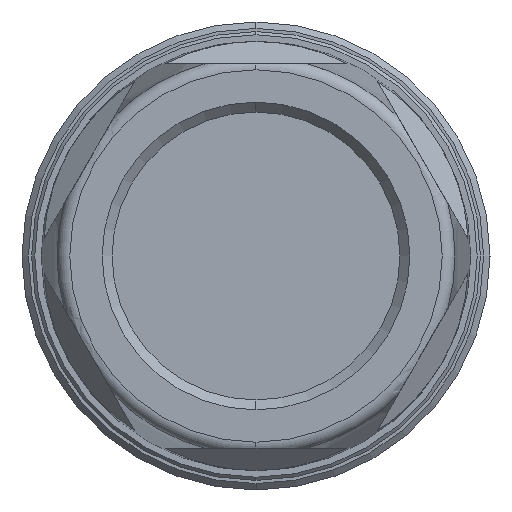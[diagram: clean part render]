
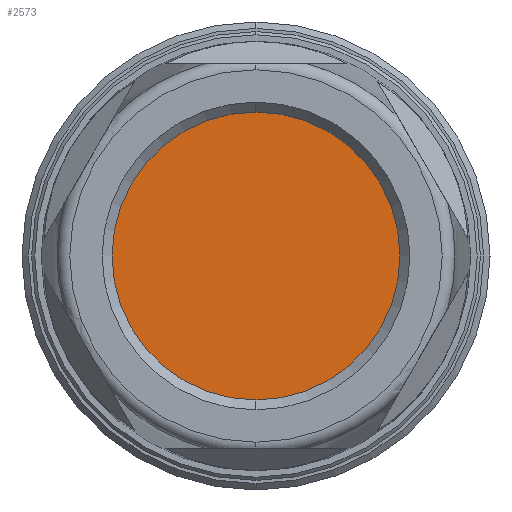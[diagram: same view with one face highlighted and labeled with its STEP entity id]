
A CAD part, left-side view. The second image highlights one B-rep face of the part: STEP entity #2573.
In plain terms, the highlighted planar face has unit normal (-1, 0, 0).
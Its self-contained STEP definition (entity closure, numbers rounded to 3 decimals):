
#178 = PLANE ( 'NONE',  #2746 ) ;
#179 = CARTESIAN_POINT ( 'NONE',  ( 25., 29.434, 0. ) ) ;
#180 = DIRECTION ( 'NONE',  ( 1., 0., 0. ) ) ;
#181 = DIRECTION ( 'NONE',  ( 0., 0., -1. ) ) ;
#404 = CIRCLE ( 'NONE', #2894, 22.45 ) ;
#524 = CIRCLE ( 'NONE', #4649, 22.45 ) ;
#2037 = CARTESIAN_POINT ( 'NONE',  ( 25., 0., 0. ) ) ;
#2038 = DIRECTION ( 'NONE',  ( -1., 0., 0. ) ) ;
#2039 = DIRECTION ( 'NONE',  ( 0., 0., 1. ) ) ;
#2207 = VERTEX_POINT ( 'NONE', #3275 ) ;
#2209 = VERTEX_POINT ( 'NONE', #3277 ) ;
#2305 = CARTESIAN_POINT ( 'NONE',  ( 25., 0., 0. ) ) ;
#2306 = DIRECTION ( 'NONE',  ( -1., 0., 0. ) ) ;
#2307 = DIRECTION ( 'NONE',  ( 0., 0., 1. ) ) ;
#2573 = ADVANCED_FACE ( 'NONE', ( #4034 ), #178, .F. ) ;
#2746 = AXIS2_PLACEMENT_3D ( 'NONE', #179, #180, #181 ) ;
#2894 = AXIS2_PLACEMENT_3D ( 'NONE', #2037, #2038, #2039 ) ;
#3275 = CARTESIAN_POINT ( 'NONE',  ( 25., 0., 22.45 ) ) ;
#3277 = CARTESIAN_POINT ( 'NONE',  ( 25., 0., -22.45 ) ) ;
#3765 = EDGE_CURVE ( 'NONE', #2207, #2209, #404, .T. ) ;
#3846 = EDGE_CURVE ( 'NONE', #2209, #2207, #524, .T. ) ;
#4034 = FACE_OUTER_BOUND ( 'NONE', #4150, .T. ) ;
#4150 = EDGE_LOOP ( 'NONE', ( #4379, #4380 ) ) ;
#4379 = ORIENTED_EDGE ( 'NONE', *, *, #3765, .T. ) ;
#4380 = ORIENTED_EDGE ( 'NONE', *, *, #3846, .T. ) ;
#4649 = AXIS2_PLACEMENT_3D ( 'NONE', #2305, #2306, #2307 ) ;
